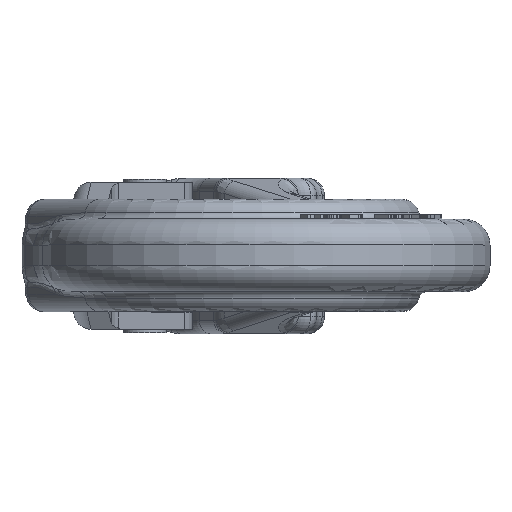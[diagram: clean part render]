
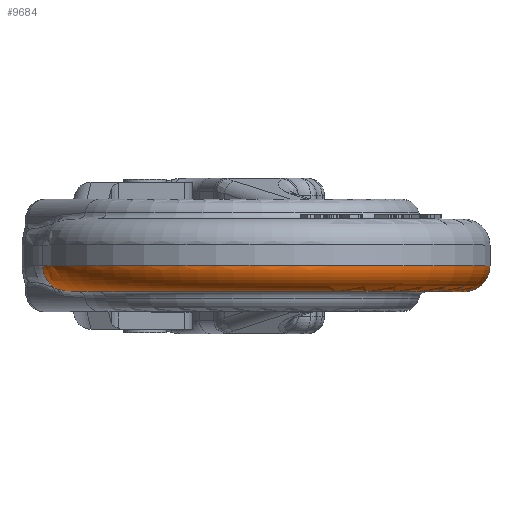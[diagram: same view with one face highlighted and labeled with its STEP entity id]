
A CAD part, top view. The second image highlights one B-rep face of the part: STEP entity #9684.
In plain terms, the highlighted toroidal (fillet/blend) face has major radius 23 mm and minor radius 3 mm.
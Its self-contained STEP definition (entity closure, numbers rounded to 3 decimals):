
#1723=CARTESIAN_POINT('',(2.7,-4.2,47.));
#1724=DIRECTION('',(0.,-1.,0.));
#1725=DIRECTION('',(0.676,0.,-0.737));
#1726=AXIS2_PLACEMENT_3D('',#1723,#1724,#1725);
#2078=CARTESIAN_POINT('',(2.7,-1.2,47.));
#2079=DIRECTION('',(0.,-1.,0.));
#2080=DIRECTION('',(0.676,0.,-0.737));
#2081=AXIS2_PLACEMENT_3D('',#2078,#2079,#2080);
#2092=CARTESIAN_POINT('',(-21.541,-3.835,
50.073));
#2093=CARTESIAN_POINT('',(-21.316,-3.92,
50.598));
#2094=CARTESIAN_POINT('',(-20.825,-4.052,
51.712));
#2095=CARTESIAN_POINT('',(-19.98,-4.149,
53.576));
#2096=CARTESIAN_POINT('',(-19.331,-4.172,
54.957));
#2097=CARTESIAN_POINT('',(-18.979,-4.179,
55.682));
#2099=CARTESIAN_POINT('',(-20.117,-1.2,49.893));
#2100=DIRECTION('',(0.126,0.,0.992));
#2101=DIRECTION('',(-0.992,0.,0.126));
#2102=AXIS2_PLACEMENT_3D('',#2099,#2100,#2101);
#2104=CARTESIAN_POINT('',(18.239,-1.2,30.043));
#2105=DIRECTION('',(-0.737,0.,-0.676));
#2106=DIRECTION('',(0.676,0.,-0.737));
#2107=AXIS2_PLACEMENT_3D('',#2104,#2105,#2106);
#2109=CARTESIAN_POINT('',(-18.979,-4.179,
55.682));
#2110=CARTESIAN_POINT('',(-18.756,-4.183,
56.145));
#2111=CARTESIAN_POINT('',(-18.275,-4.191,
57.055));
#2112=CARTESIAN_POINT('',(-17.455,-4.198,
58.372));
#2113=CARTESIAN_POINT('',(-16.847,-4.2,
59.211));
#2114=CARTESIAN_POINT('',(-16.529,-4.2,
59.62));
#5878=CARTESIAN_POINT('',(20.265,-1.2,27.831));
#5879=CARTESIAN_POINT('',(-23.094,-1.2,50.27));
#5880=VERTEX_POINT('',#5878);
#5881=VERTEX_POINT('',#5879);
#5885=CARTESIAN_POINT('',(18.239,-4.2,30.043));
#5887=VERTEX_POINT('',#5885);
#5907=CARTESIAN_POINT('',(-16.529,-4.2,59.62));
#5908=VERTEX_POINT('',#5907);
#5911=VERTEX_POINT('',#2092);
#5912=VERTEX_POINT('',#2097);
#9668=CARTESIAN_POINT('',(2.7,-1.2,47.));
#9669=DIRECTION('',(0.,1.,0.));
#9670=DIRECTION('',(0.671,0.,-0.741));
#9671=AXIS2_PLACEMENT_3D('',#9668,#9669,#9670);
#9672=TOROIDAL_SURFACE('',#9671,23.,3.);
#9674=ORIENTED_EDGE('',*,*,#9673,.F.);
#9676=ORIENTED_EDGE('',*,*,#9675,.F.);
#9677=ORIENTED_EDGE('',*,*,#9660,.F.);
#9678=ORIENTED_EDGE('',*,*,#9083,.T.);
#9679=ORIENTED_EDGE('',*,*,#9249,.T.);
#9681=ORIENTED_EDGE('',*,*,#9680,.F.);
#9682=EDGE_LOOP('',(#9674,#9676,#9677,#9678,#9679,#9681));
#9683=FACE_OUTER_BOUND('',#9682,.F.);
#9684=ADVANCED_FACE('',(#9683),#9672,.T.);
#1727=CIRCLE('',#1726,23.);
#2082=CIRCLE('',#2081,26.);
#2098=B_SPLINE_CURVE_WITH_KNOTS('',3,(#2092,#2093,#2094,#2095,#2096,#2097),
.UNSPECIFIED.,.F.,.F.,(4,1,1,4),(0.,0.333,0.667,1.),
.UNSPECIFIED.);
#2103=CIRCLE('',#2102,3.);
#2108=CIRCLE('',#2107,3.);
#2115=B_SPLINE_CURVE_WITH_KNOTS('',3,(#2109,#2110,#2111,#2112,#2113,#2114),
.UNSPECIFIED.,.F.,.F.,(4,1,1,4),(0.,0.333,0.667,1.),
.UNSPECIFIED.);
#9083=EDGE_CURVE('',#5880,#5887,#2108,.T.);
#9249=EDGE_CURVE('',#5887,#5908,#1727,.T.);
#9660=EDGE_CURVE('',#5880,#5881,#2082,.T.);
#9673=EDGE_CURVE('',#5911,#5912,#2098,.T.);
#9675=EDGE_CURVE('',#5881,#5911,#2103,.T.);
#9680=EDGE_CURVE('',#5912,#5908,#2115,.T.);
